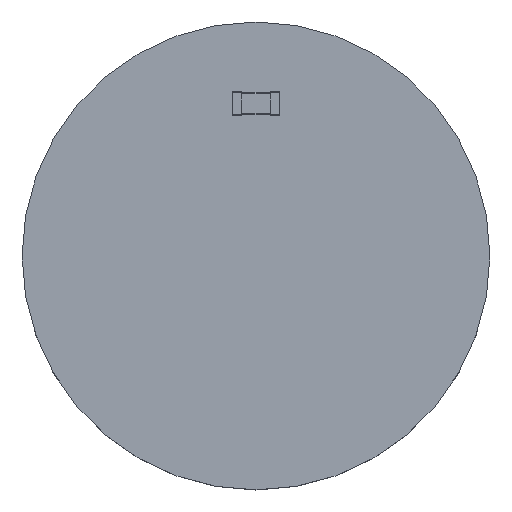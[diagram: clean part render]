
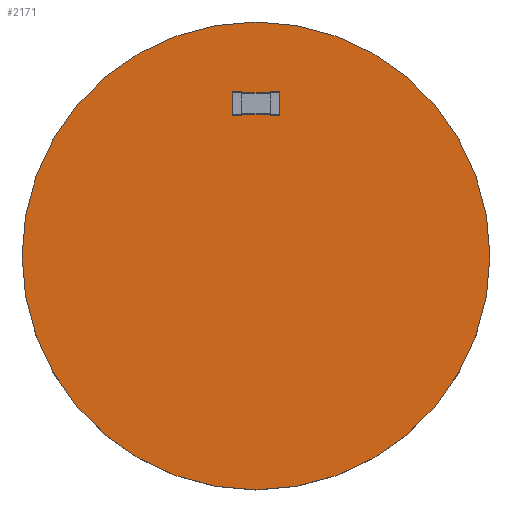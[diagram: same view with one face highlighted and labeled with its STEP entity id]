
A CAD part, top view. The second image highlights one B-rep face of the part: STEP entity #2171.
In plain terms, the highlighted planar face has unit normal (0, 0, 1).
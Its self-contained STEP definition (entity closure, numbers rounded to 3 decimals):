
#2086 = VERTEX_POINT('',#2087);
#2087 = CARTESIAN_POINT('',(156.765,-90.25,1.6));
#2094 = CYLINDRICAL_SURFACE('',#2095,5.);
#2095 = AXIS2_PLACEMENT_3D('',#2096,#2097,#2098);
#2096 = CARTESIAN_POINT('',(151.765,-90.25,0.));
#2097 = DIRECTION('',(-0.,-0.,-1.));
#2098 = DIRECTION('',(1.,0.,-0.));
#2113 = EDGE_CURVE('',#2086,#2086,#2114,.T.);
#2114 = SURFACE_CURVE('',#2115,(#2120,#2127),.PCURVE_S1.);
#2115 = CIRCLE('',#2116,5.);
#2116 = AXIS2_PLACEMENT_3D('',#2117,#2118,#2119);
#2117 = CARTESIAN_POINT('',(151.765,-90.25,1.6));
#2118 = DIRECTION('',(0.,0.,1.));
#2119 = DIRECTION('',(1.,0.,-0.));
#2120 = PCURVE('',#2094,#2121);
#2121 = DEFINITIONAL_REPRESENTATION('',(#2122),#2126);
#2122 = LINE('',#2123,#2124);
#2123 = CARTESIAN_POINT('',(-0.,-1.6));
#2124 = VECTOR('',#2125,1.);
#2125 = DIRECTION('',(-1.,0.));
#2126 = ( GEOMETRIC_REPRESENTATION_CONTEXT(2) 
PARAMETRIC_REPRESENTATION_CONTEXT() REPRESENTATION_CONTEXT('2D SPACE',''
  ) );
#2127 = PCURVE('',#2128,#2133);
#2128 = PLANE('',#2129);
#2129 = AXIS2_PLACEMENT_3D('',#2130,#2131,#2132);
#2130 = CARTESIAN_POINT('',(151.765,-90.25,1.6));
#2131 = DIRECTION('',(0.,0.,1.));
#2132 = DIRECTION('',(1.,0.,-0.));
#2133 = DEFINITIONAL_REPRESENTATION('',(#2134),#2138);
#2134 = CIRCLE('',#2135,5.);
#2135 = AXIS2_PLACEMENT_2D('',#2136,#2137);
#2136 = CARTESIAN_POINT('',(0.,0.));
#2137 = DIRECTION('',(1.,0.));
#2138 = ( GEOMETRIC_REPRESENTATION_CONTEXT(2) 
PARAMETRIC_REPRESENTATION_CONTEXT() REPRESENTATION_CONTEXT('2D SPACE',''
  ) );
#2171 = ADVANCED_FACE('',(#2172),#2128,.T.);
#2172 = FACE_BOUND('',#2173,.T.);
#2173 = EDGE_LOOP('',(#2174));
#2174 = ORIENTED_EDGE('',*,*,#2113,.T.);
